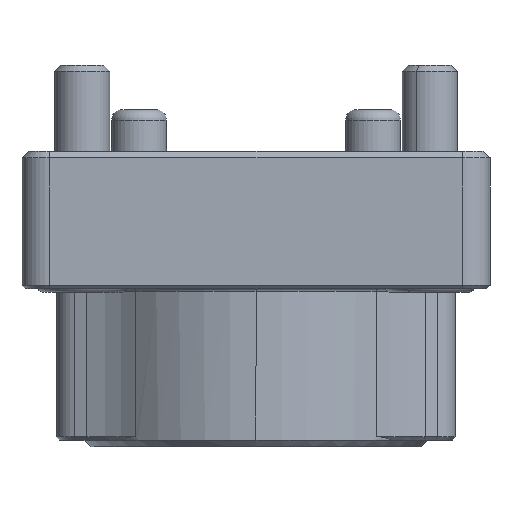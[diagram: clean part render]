
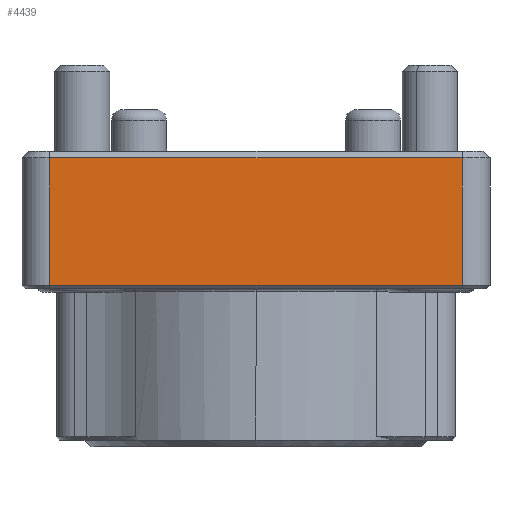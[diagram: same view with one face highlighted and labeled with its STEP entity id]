
A CAD part, left-side view. The second image highlights one B-rep face of the part: STEP entity #4439.
In plain terms, the highlighted planar face has unit normal (-1, 0, 0).
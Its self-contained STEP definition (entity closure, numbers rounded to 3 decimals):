
#1889=VERTEX_POINT('NONE',#4941);
#2471=VERTEX_POINT('NONE',#5596);
#2625=EDGE_CURVE('NONE',#3897,#2471,#5772,.T.);
#2735=VERTEX_POINT('NONE',#5893);
#2953=EDGE_CURVE('NONE',#2735,#1889,#6135,.F.);
#3897=VERTEX_POINT('NONE',#7208);
#4203=EDGE_CURVE('NONE',#2471,#2735,#7545,.F.);
#4275=EDGE_CURVE('NONE',#1889,#3897,#7628,.T.);
#4439=ADVANCED_FACE('NONE',(#7810),#7811,.F.);
#4941=CARTESIAN_POINT('',(0.,30.0,-1.));
#5596=CARTESIAN_POINT('',(0.,-30.0,-19.5));
#5772=LINE('',#9951,#9952);
#5893=CARTESIAN_POINT('',(0.,-30.0,-1.));
#6135=LINE('',#10562,#10563);
#7208=CARTESIAN_POINT('',(0.,30.0,-19.5));
#7545=LINE('',#12645,#12646);
#7628=LINE('',#12778,#12779);
#7810=FACE_OUTER_BOUND('',#13029,.T.);
#7811=PLANE('',#13030);
#9951=CARTESIAN_POINT('',(0.,-17.0,-19.5));
#9952=VECTOR('',#14692,1.0);
#10562=CARTESIAN_POINT('',(0.,-34.0,-1.));
#10563=VECTOR('',#15120,1.0);
#12645=CARTESIAN_POINT('',(0.,-30.0,-42.0));
#12646=VECTOR('',#16869,1.0);
#12778=CARTESIAN_POINT('',(0.,30.0,-42.0));
#12779=VECTOR('',#16991,1.0);
#13029=EDGE_LOOP('',(#17208,#17209,#17210,#17211));
#13030=AXIS2_PLACEMENT_3D('',#17212,#17213,#17214);
#14692=DIRECTION('',(0.,-1.0,0.));
#15120=DIRECTION('',(0.,-1.0,-0.0));
#16869=DIRECTION('',(0.,0.0,-1.0));
#16991=DIRECTION('',(0.,0.0,-1.0));
#17208=ORIENTED_EDGE('',*,*,#4275,.T.);
#17209=ORIENTED_EDGE('',*,*,#2625,.T.);
#17210=ORIENTED_EDGE('',*,*,#4203,.T.);
#17211=ORIENTED_EDGE('',*,*,#2953,.T.);
#17212=CARTESIAN_POINT('',(0.,-34.0,-42.0));
#17213=DIRECTION('',(1.0,0.,0.));
#17214=DIRECTION('',(0.,-1.0,0.));
